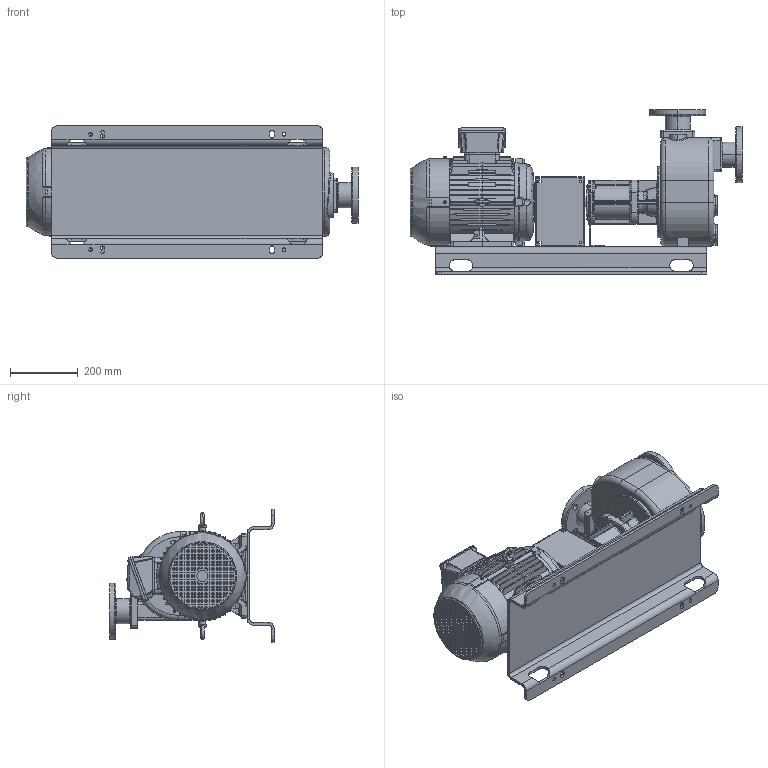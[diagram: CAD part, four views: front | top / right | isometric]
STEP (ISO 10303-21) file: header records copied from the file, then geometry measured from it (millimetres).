
FILE_DESCRIPTION((''),'2;1');
FILE_NAME('S_63_B_FIT','2014-04-17T',('Nicola'),(''),'PRO/ENGINEER BY PARAMETRIC TECHNOLOGY CORPORATION, 2013320','PRO/ENGINEER BY PARAMETRIC TECHNOLOGY CORPORATION, 2013320','');
FILE_SCHEMA(('CONFIG_CONTROL_DESIGN'));
Products named in the file (1): S_63_B_FIT
Bounding box: 979 x 485 x 390 mm (x, y, z)
Volume: 36783813.4 mm3; surface area: 2365959.9 mm2
Topology: 1 solids, 1 shells, 3922 faces, 10041 edges, 6388 vertices
Faces by surface type: plane 2942, cylinder 425, cone 239, bspline 166, torus 139, sphere 7, extrusion 4
Entity records: 147443 total; most frequent: CARTESIAN_POINT 53972, ORIENTED_EDGE 20062, DIRECTION 17590, EDGE_CURVE 10031, VECTOR 7404, LINE 7400, VERTEX_POINT 6388, AXIS2_PLACEMENT_3D 5093
